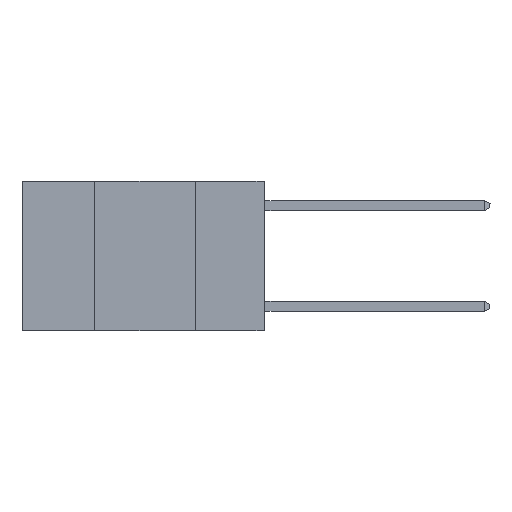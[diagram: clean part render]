
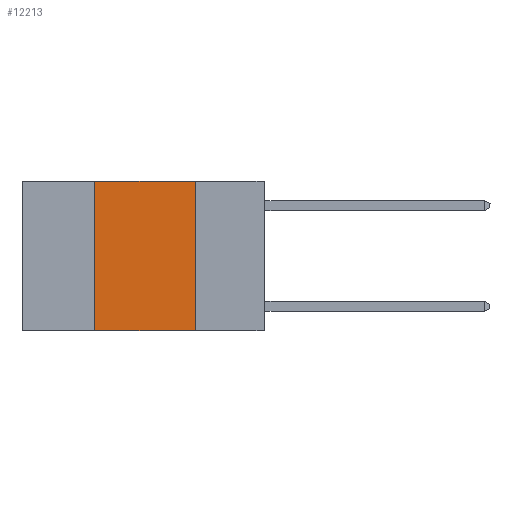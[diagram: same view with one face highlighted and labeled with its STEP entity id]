
A CAD part, left-side view. The second image highlights one B-rep face of the part: STEP entity #12213.
In plain terms, the highlighted planar face has unit normal (-1, 0, 0).
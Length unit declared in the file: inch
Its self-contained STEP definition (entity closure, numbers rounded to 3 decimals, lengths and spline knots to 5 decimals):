
#155 = VECTOR ( 'NONE', #12405, 39.37008 ) ;
#1051 = ORIENTED_EDGE ( 'NONE', *, *, #8562, .F. ) ;
#1565 = PLANE ( 'NONE',  #6604 ) ;
#2066 = LINE ( 'NONE', #12872, #11988 ) ;
#2111 = CARTESIAN_POINT ( 'NONE',  ( 0., 0.17, 0. ) ) ;
#2852 = CARTESIAN_POINT ( 'NONE',  ( 0., 0.42, 0. ) ) ;
#2895 = DIRECTION ( 'NONE',  ( 1., 0., 0. ) ) ;
#3272 = LINE ( 'NONE', #11229, #6745 ) ;
#4883 = FACE_OUTER_BOUND ( 'NONE', #5031, .T. ) ;
#5031 = EDGE_LOOP ( 'NONE', ( #12188, #8433, #1051, #11038 ) ) ;
#5371 = CARTESIAN_POINT ( 'NONE',  ( 0., 0.17, -0.37 ) ) ;
#6017 = VERTEX_POINT ( 'NONE', #5371 ) ;
#6604 = AXIS2_PLACEMENT_3D ( 'NONE', #10700, #2895, #11928 ) ;
#6745 = VECTOR ( 'NONE', #8659, 39.37008 ) ;
#7308 = CARTESIAN_POINT ( 'NONE',  ( 0., 0.42, -0.37 ) ) ;
#7335 = EDGE_CURVE ( 'NONE', #7656, #11258, #2066, .T. ) ;
#7384 = DIRECTION ( 'NONE',  ( 0., -1., 0. ) ) ;
#7656 = VERTEX_POINT ( 'NONE', #2852 ) ;
#7941 = VERTEX_POINT ( 'NONE', #7308 ) ;
#8433 = ORIENTED_EDGE ( 'NONE', *, *, #7335, .F. ) ;
#8562 = EDGE_CURVE ( 'NONE', #7941, #7656, #13931, .T. ) ;
#8589 = EDGE_CURVE ( 'NONE', #11258, #6017, #3272, .T. ) ;
#8659 = DIRECTION ( 'NONE',  ( 0., 0., -1. ) ) ;
#10447 = DIRECTION ( 'NONE',  ( 0., -1., 0. ) ) ;
#10700 = CARTESIAN_POINT ( 'NONE',  ( 0., 0.6, 0. ) ) ;
#11038 = ORIENTED_EDGE ( 'NONE', *, *, #13170, .T. ) ;
#11229 = CARTESIAN_POINT ( 'NONE',  ( 0., 0.17, 0. ) ) ;
#11258 = VERTEX_POINT ( 'NONE', #2111 ) ;
#11323 = LINE ( 'NONE', #13730, #13447 ) ;
#11928 = DIRECTION ( 'NONE',  ( 0., 0., -1. ) ) ;
#11988 = VECTOR ( 'NONE', #10447, 39.37008 ) ;
#12188 = ORIENTED_EDGE ( 'NONE', *, *, #8589, .F. ) ;
#12213 = ADVANCED_FACE ( 'NONE', ( #4883 ), #1565, .F. ) ;
#12405 = DIRECTION ( 'NONE',  ( 0., 0., 1. ) ) ;
#12872 = CARTESIAN_POINT ( 'NONE',  ( 0., 0.6, 0. ) ) ;
#13170 = EDGE_CURVE ( 'NONE', #7941, #6017, #11323, .T. ) ;
#13447 = VECTOR ( 'NONE', #7384, 39.37008 ) ;
#13684 = CARTESIAN_POINT ( 'NONE',  ( 0., 0.42, 0. ) ) ;
#13730 = CARTESIAN_POINT ( 'NONE',  ( 0., 0.6, -0.37 ) ) ;
#13931 = LINE ( 'NONE', #13684, #155 ) ;
